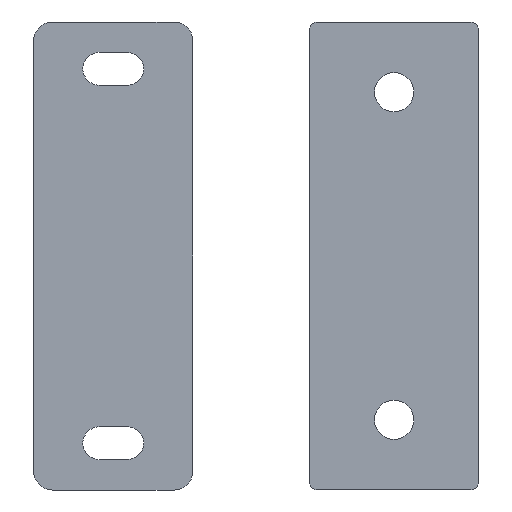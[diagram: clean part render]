
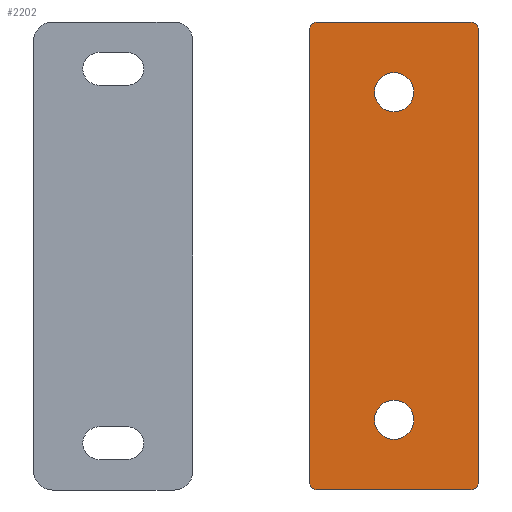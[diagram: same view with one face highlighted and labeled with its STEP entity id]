
A CAD part, front view. The second image highlights one B-rep face of the part: STEP entity #2202.
In plain terms, the highlighted face is planar.
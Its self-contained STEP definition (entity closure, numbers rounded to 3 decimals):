
#14 = EDGE_LOOP ( 'NONE', ( #2661, #3541 ) ) ;
#28 = DIRECTION ( 'NONE',  ( -1., 0., 0. ) ) ;
#40 = CARTESIAN_POINT ( 'NONE',  ( -2.1, 17.5, 2. ) ) ;
#50 = EDGE_CURVE ( 'NONE', #3788, #915, #2271, .T. ) ;
#131 = DIRECTION ( 'NONE',  ( 1., 0., 0. ) ) ;
#134 = EDGE_CURVE ( 'NONE', #1356, #198, #1672, .T. ) ;
#156 = CIRCLE ( 'NONE', #619, 0.8 ) ;
#185 = CARTESIAN_POINT ( 'NONE',  ( 9., 24.2, 2. ) ) ;
#198 = VERTEX_POINT ( 'NONE', #2447 ) ;
#238 = VERTEX_POINT ( 'NONE', #398 ) ;
#243 = DIRECTION ( 'NONE',  ( 1., 0., 0. ) ) ;
#393 = DIRECTION ( 'NONE',  ( 0., 0., 1. ) ) ;
#398 = CARTESIAN_POINT ( 'NONE',  ( -2.1, -17.5, 2. ) ) ;
#405 = EDGE_CURVE ( 'NONE', #3654, #1356, #657, .T. ) ;
#431 = AXIS2_PLACEMENT_3D ( 'NONE', #1837, #1452, #1072 ) ;
#435 = ORIENTED_EDGE ( 'NONE', *, *, #2531, .T. ) ;
#452 = ORIENTED_EDGE ( 'NONE', *, *, #2514, .T. ) ;
#454 = CARTESIAN_POINT ( 'NONE',  ( -9., 24.2, 2. ) ) ;
#514 = DIRECTION ( 'NONE',  ( 0., 0., 1. ) ) ;
#578 = CARTESIAN_POINT ( 'NONE',  ( 8.2, -25., 2. ) ) ;
#619 = AXIS2_PLACEMENT_3D ( 'NONE', #1626, #1236, #857 ) ;
#628 = DIRECTION ( 'NONE',  ( 0., 0., 1. ) ) ;
#657 = CIRCLE ( 'NONE', #2600, 0.8 ) ;
#672 = DIRECTION ( 'NONE',  ( 1., 0., 0. ) ) ;
#673 = EDGE_CURVE ( 'NONE', #3833, #238, #2044, .T. ) ;
#713 = CARTESIAN_POINT ( 'NONE',  ( 8.2, 24.2, 2. ) ) ;
#714 = CARTESIAN_POINT ( 'NONE',  ( -8.2, 24.2, 2. ) ) ;
#786 = CARTESIAN_POINT ( 'NONE',  ( 0., -17.5, 2. ) ) ;
#857 = DIRECTION ( 'NONE',  ( -1., 0., 0. ) ) ;
#883 = CIRCLE ( 'NONE', #431, 2.1 ) ;
#912 = CARTESIAN_POINT ( 'NONE',  ( 0., 17.5, 2. ) ) ;
#915 = VERTEX_POINT ( 'NONE', #1800 ) ;
#945 = VECTOR ( 'NONE', #1855, 1000. ) ;
#1025 = CARTESIAN_POINT ( 'NONE',  ( 8.2, -24.2, 2. ) ) ;
#1038 = ORIENTED_EDGE ( 'NONE', *, *, #134, .T. ) ;
#1068 = CARTESIAN_POINT ( 'NONE',  ( -8.2, -25., 2. ) ) ;
#1072 = DIRECTION ( 'NONE',  ( 1., 0., 0. ) ) ;
#1167 = CARTESIAN_POINT ( 'NONE',  ( 2.1, -17.5, 2. ) ) ;
#1236 = DIRECTION ( 'NONE',  ( 0., 0., 1. ) ) ;
#1314 = DIRECTION ( 'NONE',  ( -1., 0., 0. ) ) ;
#1356 = VERTEX_POINT ( 'NONE', #454 ) ;
#1447 = LINE ( 'NONE', #1068, #2975 ) ;
#1452 = DIRECTION ( 'NONE',  ( 0., 0., 1. ) ) ;
#1456 = DIRECTION ( 'NONE',  ( 1., 0., 0. ) ) ;
#1626 = CARTESIAN_POINT ( 'NONE',  ( -8.2, -24.2, 2. ) ) ;
#1636 = CIRCLE ( 'NONE', #1898, 2.1 ) ;
#1672 = LINE ( 'NONE', #3698, #2871 ) ;
#1692 = EDGE_CURVE ( 'NONE', #2175, #3647, #1636, .T. ) ;
#1708 = CARTESIAN_POINT ( 'NONE',  ( -8.2, 25., 2. ) ) ;
#1715 = DIRECTION ( 'NONE',  ( 0., -1., 0. ) ) ;
#1723 = CARTESIAN_POINT ( 'NONE',  ( -8.2, -25., 2. ) ) ;
#1728 = ORIENTED_EDGE ( 'NONE', *, *, #3231, .T. ) ;
#1800 = CARTESIAN_POINT ( 'NONE',  ( 8.2, 25., 2. ) ) ;
#1837 = CARTESIAN_POINT ( 'NONE',  ( 0., -17.5, 2. ) ) ;
#1841 = DIRECTION ( 'NONE',  ( 0., 0., 1. ) ) ;
#1852 = ORIENTED_EDGE ( 'NONE', *, *, #3718, .T. ) ;
#1853 = EDGE_LOOP ( 'NONE', ( #452, #1728, #1865, #435, #2739, #1038, #1852, #2623 ) ) ;
#1855 = DIRECTION ( 'NONE',  ( 0., 1., 0. ) ) ;
#1865 = ORIENTED_EDGE ( 'NONE', *, *, #50, .T. ) ;
#1877 = EDGE_CURVE ( 'NONE', #3647, #2175, #3014, .T. ) ;
#1891 = AXIS2_PLACEMENT_3D ( 'NONE', #1025, #628, #243 ) ;
#1898 = AXIS2_PLACEMENT_3D ( 'NONE', #912, #514, #131 ) ;
#1995 = VERTEX_POINT ( 'NONE', #578 ) ;
#2032 = CARTESIAN_POINT ( 'NONE',  ( 2.1, 17.5, 2. ) ) ;
#2044 = CIRCLE ( 'NONE', #3648, 2.1 ) ;
#2097 = LINE ( 'NONE', #1708, #3480 ) ;
#2157 = FACE_OUTER_BOUND ( 'NONE', #1853, .T. ) ;
#2175 = VERTEX_POINT ( 'NONE', #2032 ) ;
#2182 = DIRECTION ( 'NONE',  ( -1., 0., 0. ) ) ;
#2202 = ADVANCED_FACE ( 'NONE', ( #3750, #2157, #2668 ), #2649, .T. ) ;
#2204 = CARTESIAN_POINT ( 'NONE',  ( 9., -24.2, 2. ) ) ;
#2245 = CARTESIAN_POINT ( 'NONE',  ( 8.2, -24.2, 2. ) ) ;
#2257 = CARTESIAN_POINT ( 'NONE',  ( 9., -24.2, 2. ) ) ;
#2271 = CIRCLE ( 'NONE', #3145, 0.8 ) ;
#2447 = CARTESIAN_POINT ( 'NONE',  ( -9., -24.2, 2. ) ) ;
#2514 = EDGE_CURVE ( 'NONE', #1995, #3675, #2790, .T. ) ;
#2531 = EDGE_CURVE ( 'NONE', #915, #3654, #2097, .T. ) ;
#2592 = DIRECTION ( 'NONE',  ( 0., 0., 1. ) ) ;
#2600 = AXIS2_PLACEMENT_3D ( 'NONE', #714, #2592, #2182 ) ;
#2621 = DIRECTION ( 'NONE',  ( 1., 0., 0. ) ) ;
#2623 = ORIENTED_EDGE ( 'NONE', *, *, #3133, .T. ) ;
#2639 = ORIENTED_EDGE ( 'NONE', *, *, #673, .F. ) ;
#2649 = PLANE ( 'NONE',  #3638 ) ;
#2661 = ORIENTED_EDGE ( 'NONE', *, *, #1877, .F. ) ;
#2663 = LINE ( 'NONE', #2257, #945 ) ;
#2668 = FACE_BOUND ( 'NONE', #2693, .T. ) ;
#2693 = EDGE_LOOP ( 'NONE', ( #2916, #2639 ) ) ;
#2700 = CARTESIAN_POINT ( 'NONE',  ( -8.2, 25., 2. ) ) ;
#2739 = ORIENTED_EDGE ( 'NONE', *, *, #405, .T. ) ;
#2747 = EDGE_CURVE ( 'NONE', #238, #3833, #883, .T. ) ;
#2790 = CIRCLE ( 'NONE', #1891, 0.8 ) ;
#2871 = VECTOR ( 'NONE', #1715, 1000. ) ;
#2916 = ORIENTED_EDGE ( 'NONE', *, *, #2747, .F. ) ;
#2975 = VECTOR ( 'NONE', #672, 1000. ) ;
#3005 = DIRECTION ( 'NONE',  ( 0., 0., 1. ) ) ;
#3014 = CIRCLE ( 'NONE', #3170, 2.1 ) ;
#3085 = VERTEX_POINT ( 'NONE', #1723 ) ;
#3133 = EDGE_CURVE ( 'NONE', #3085, #1995, #1447, .T. ) ;
#3145 = AXIS2_PLACEMENT_3D ( 'NONE', #713, #3285, #28 ) ;
#3170 = AXIS2_PLACEMENT_3D ( 'NONE', #3411, #3005, #2621 ) ;
#3231 = EDGE_CURVE ( 'NONE', #3675, #3788, #2663, .T. ) ;
#3285 = DIRECTION ( 'NONE',  ( 0., 0., 1. ) ) ;
#3411 = CARTESIAN_POINT ( 'NONE',  ( 0., 17.5, 2. ) ) ;
#3480 = VECTOR ( 'NONE', #1314, 1000. ) ;
#3541 = ORIENTED_EDGE ( 'NONE', *, *, #1692, .F. ) ;
#3638 = AXIS2_PLACEMENT_3D ( 'NONE', #2245, #1841, #1456 ) ;
#3647 = VERTEX_POINT ( 'NONE', #40 ) ;
#3648 = AXIS2_PLACEMENT_3D ( 'NONE', #786, #393, #3851 ) ;
#3654 = VERTEX_POINT ( 'NONE', #2700 ) ;
#3675 = VERTEX_POINT ( 'NONE', #2204 ) ;
#3698 = CARTESIAN_POINT ( 'NONE',  ( -9., -24.2, 2. ) ) ;
#3718 = EDGE_CURVE ( 'NONE', #198, #3085, #156, .T. ) ;
#3750 = FACE_BOUND ( 'NONE', #14, .T. ) ;
#3788 = VERTEX_POINT ( 'NONE', #185 ) ;
#3833 = VERTEX_POINT ( 'NONE', #1167 ) ;
#3851 = DIRECTION ( 'NONE',  ( 1., 0., 0. ) ) ;
